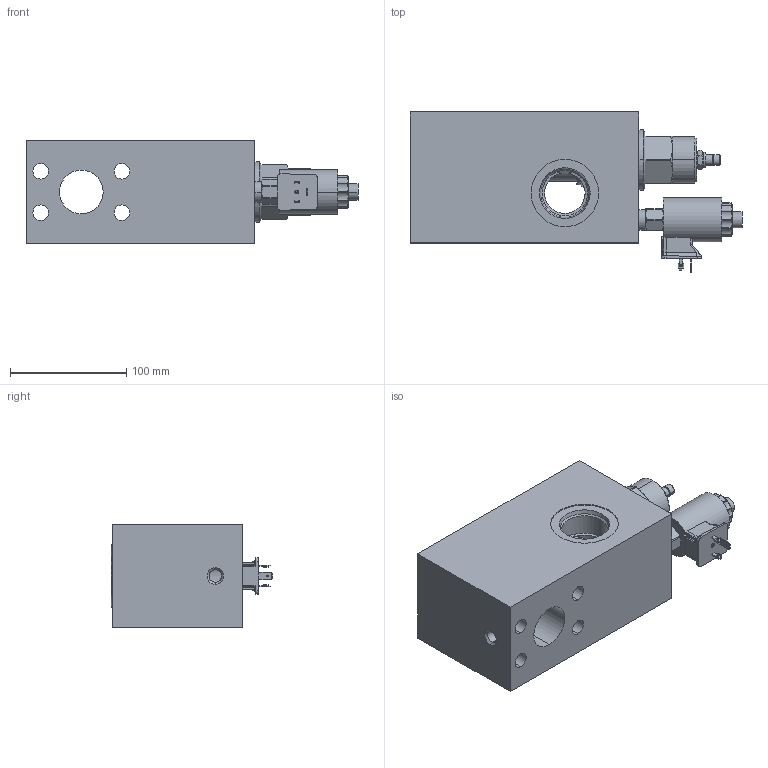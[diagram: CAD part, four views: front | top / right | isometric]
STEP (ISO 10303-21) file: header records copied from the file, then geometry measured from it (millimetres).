
FILE_DESCRIPTION((''),'2;1');
FILE_NAME('XRRKLANFN224_ASM','2024-09-09T',('ProEService'),(''),'PRO/ENGINEER BY PARAMETRIC TECHNOLOGY CORPORATION, 2014200','PRO/ENGINEER BY PARAMETRIC TECHNOLOGY CORPORATION, 2014200','');
FILE_SCHEMA(('CONFIG_CONTROL_DESIGN'));
Length unit declared in the file: inch
Products named in the file (5): 155-570-002; DTAFMHN224; RVIALAN; 500-001-225; XRRKLANFN224_ASM
Assembly tree (4 placements, depth 2):
  XRRKLANFN224_ASM
    155-570-002
    DTAFMHN224
    RVIALAN
    500-001-225
Bounding box: 285.93 x 139.19 x 88.9 mm (x, y, z)
Volume: 1779782.6 mm3; surface area: 225515.9 mm2
Topology: 9 solids, 9 shells, 1008 faces, 2802 edges, 1997 vertices
Faces by surface type: plane 353, cylinder 351, cone 157, torus 87, bspline 36, revolution 16, sphere 8
Entity records: 37075 total; most frequent: CARTESIAN_POINT 11465, DIRECTION 5358, ORIENTED_EDGE 5032, EDGE_CURVE 2516, AXIS2_PLACEMENT_3D 1976, VERTEX_POINT 1586, VECTOR 1390, LINE 1390
